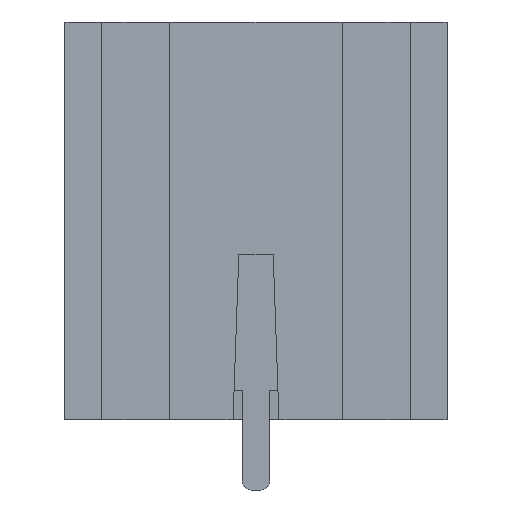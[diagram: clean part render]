
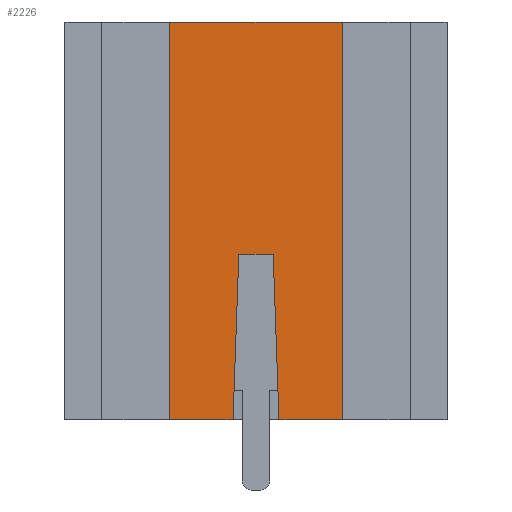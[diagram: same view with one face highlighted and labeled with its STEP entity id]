
A CAD part, left-side view. The second image highlights one B-rep face of the part: STEP entity #2226.
In plain terms, the highlighted planar face has unit normal (-1, 0, 0).
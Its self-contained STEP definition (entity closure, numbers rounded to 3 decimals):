
#217 = VERTEX_POINT('',#218);
#218 = CARTESIAN_POINT('',(-38.825,1.25,0.125));
#224 = EDGE_CURVE('',#217,#225,#227,.T.);
#225 = VERTEX_POINT('',#226);
#226 = CARTESIAN_POINT('',(-38.825,4.7,0.125));
#227 = LINE('',#228,#229);
#228 = CARTESIAN_POINT('',(-38.825,-4.7,0.125));
#229 = VECTOR('',#230,1.);
#230 = DIRECTION('',(0.,1.,0.));
#1113 = VERTEX_POINT('',#1114);
#1114 = CARTESIAN_POINT('',(-38.825,-1.25,0.125));
#1209 = VERTEX_POINT('',#1210);
#1210 = CARTESIAN_POINT('',(-38.825,-4.7,0.125));
#1216 = EDGE_CURVE('',#1209,#1113,#1217,.T.);
#1217 = LINE('',#1218,#1219);
#1218 = CARTESIAN_POINT('',(-38.825,-4.7,0.125));
#1219 = VECTOR('',#1220,1.);
#1220 = DIRECTION('',(0.,1.,0.));
#2207 = EDGE_CURVE('',#2208,#225,#2210,.T.);
#2208 = VERTEX_POINT('',#2209);
#2209 = CARTESIAN_POINT('',(-38.825,4.7,21.775));
#2210 = LINE('',#2211,#2212);
#2211 = CARTESIAN_POINT('',(-38.825,4.7,21.775));
#2212 = VECTOR('',#2213,1.);
#2213 = DIRECTION('',(0.,0.,-1.));
#2226 = ADVANCED_FACE('',(#2227),#2268,.T.);
#2227 = FACE_BOUND('',#2228,.T.);
#2228 = EDGE_LOOP('',(#2229,#2237,#2245,#2251,#2252,#2260,#2266,#2267));
#2229 = ORIENTED_EDGE('',*,*,#2230,.F.);
#2230 = EDGE_CURVE('',#2231,#217,#2233,.T.);
#2231 = VERTEX_POINT('',#2232);
#2232 = CARTESIAN_POINT('',(-38.825,0.936,9.125));
#2233 = LINE('',#2234,#2235);
#2234 = CARTESIAN_POINT('',(-38.825,0.488,21.956));
#2235 = VECTOR('',#2236,1.);
#2236 = DIRECTION('',(0.,0.035,
    -0.999));
#2237 = ORIENTED_EDGE('',*,*,#2238,.T.);
#2238 = EDGE_CURVE('',#2231,#2239,#2241,.T.);
#2239 = VERTEX_POINT('',#2240);
#2240 = CARTESIAN_POINT('',(-38.825,-0.936,9.125));
#2241 = LINE('',#2242,#2243);
#2242 = CARTESIAN_POINT('',(-38.825,-4.7,9.125));
#2243 = VECTOR('',#2244,1.);
#2244 = DIRECTION('',(0.,-1.,0.));
#2245 = ORIENTED_EDGE('',*,*,#2246,.F.);
#2246 = EDGE_CURVE('',#1113,#2239,#2247,.T.);
#2247 = LINE('',#2248,#2249);
#2248 = CARTESIAN_POINT('',(-38.825,-0.499,21.628));
#2249 = VECTOR('',#2250,1.);
#2250 = DIRECTION('',(0.,0.035,
    0.999));
#2251 = ORIENTED_EDGE('',*,*,#1216,.F.);
#2252 = ORIENTED_EDGE('',*,*,#2253,.F.);
#2253 = EDGE_CURVE('',#2254,#1209,#2256,.T.);
#2254 = VERTEX_POINT('',#2255);
#2255 = CARTESIAN_POINT('',(-38.825,-4.7,21.775));
#2256 = LINE('',#2257,#2258);
#2257 = CARTESIAN_POINT('',(-38.825,-4.7,21.775));
#2258 = VECTOR('',#2259,1.);
#2259 = DIRECTION('',(0.,0.,-1.));
#2260 = ORIENTED_EDGE('',*,*,#2261,.T.);
#2261 = EDGE_CURVE('',#2254,#2208,#2262,.T.);
#2262 = LINE('',#2263,#2264);
#2263 = CARTESIAN_POINT('',(-38.825,-4.7,21.775));
#2264 = VECTOR('',#2265,1.);
#2265 = DIRECTION('',(0.,1.,0.));
#2266 = ORIENTED_EDGE('',*,*,#2207,.T.);
#2267 = ORIENTED_EDGE('',*,*,#224,.F.);
#2268 = PLANE('',#2269);
#2269 = AXIS2_PLACEMENT_3D('',#2270,#2271,#2272);
#2270 = CARTESIAN_POINT('',(-38.825,-4.7,21.775));
#2271 = DIRECTION('',(-1.,0.,0.));
#2272 = DIRECTION('',(0.,0.,-1.));
